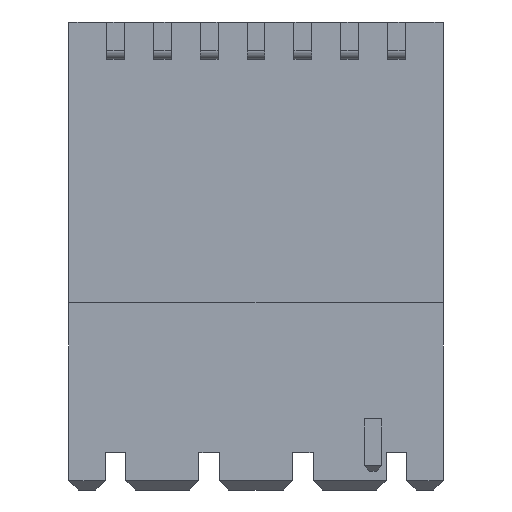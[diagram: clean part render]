
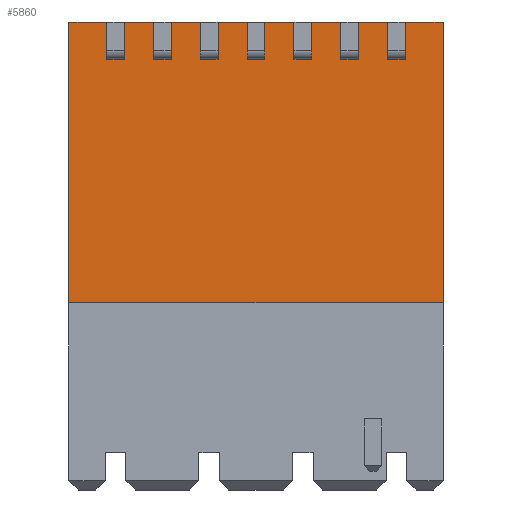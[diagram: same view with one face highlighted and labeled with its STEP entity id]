
A CAD part, front view. The second image highlights one B-rep face of the part: STEP entity #5860.
In plain terms, the highlighted planar face has unit normal (0, -1, 0).
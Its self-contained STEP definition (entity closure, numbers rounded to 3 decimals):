
#146=ORIENTED_EDGE('',*,*,#1857,.F.);
#147=ORIENTED_EDGE('',*,*,#1865,.F.);
#148=ORIENTED_EDGE('',*,*,#1868,.T.);
#149=ORIENTED_EDGE('',*,*,#1870,.F.);
#150=ORIENTED_EDGE('',*,*,#1871,.F.);
#151=ORIENTED_EDGE('',*,*,#1872,.F.);
#152=ORIENTED_EDGE('',*,*,#1873,.T.);
#153=ORIENTED_EDGE('',*,*,#1874,.F.);
#154=ORIENTED_EDGE('',*,*,#1875,.F.);
#155=ORIENTED_EDGE('',*,*,#1876,.F.);
#156=ORIENTED_EDGE('',*,*,#1877,.T.);
#157=ORIENTED_EDGE('',*,*,#1878,.F.);
#158=ORIENTED_EDGE('',*,*,#1879,.F.);
#159=ORIENTED_EDGE('',*,*,#1880,.F.);
#160=ORIENTED_EDGE('',*,*,#1881,.T.);
#161=ORIENTED_EDGE('',*,*,#1882,.F.);
#162=ORIENTED_EDGE('',*,*,#1883,.F.);
#163=ORIENTED_EDGE('',*,*,#1884,.F.);
#164=ORIENTED_EDGE('',*,*,#1885,.T.);
#165=ORIENTED_EDGE('',*,*,#1886,.F.);
#166=ORIENTED_EDGE('',*,*,#1887,.F.);
#167=ORIENTED_EDGE('',*,*,#1888,.T.);
#168=ORIENTED_EDGE('',*,*,#1889,.T.);
#169=ORIENTED_EDGE('',*,*,#1890,.F.);
#170=ORIENTED_EDGE('',*,*,#1891,.F.);
#171=ORIENTED_EDGE('',*,*,#1892,.F.);
#172=ORIENTED_EDGE('',*,*,#1893,.T.);
#173=ORIENTED_EDGE('',*,*,#1894,.F.);
#174=ORIENTED_EDGE('',*,*,#1895,.F.);
#175=ORIENTED_EDGE('',*,*,#1896,.F.);
#176=ORIENTED_EDGE('',*,*,#1897,.T.);
#177=ORIENTED_EDGE('',*,*,#1898,.F.);
#1857=EDGE_CURVE('',#2722,#2724,#3287,.T.);
#1865=EDGE_CURVE('',#2730,#2722,#3294,.T.);
#1868=EDGE_CURVE('',#2730,#2731,#3297,.T.);
#1870=EDGE_CURVE('',#2732,#2731,#3298,.T.);
#1871=EDGE_CURVE('',#2733,#2732,#3299,.T.);
#1872=EDGE_CURVE('',#2734,#2733,#3300,.T.);
#1873=EDGE_CURVE('',#2734,#2735,#3301,.T.);
#1874=EDGE_CURVE('',#2736,#2735,#3302,.T.);
#1875=EDGE_CURVE('',#2737,#2736,#3303,.T.);
#1876=EDGE_CURVE('',#2738,#2737,#3304,.T.);
#1877=EDGE_CURVE('',#2738,#2739,#3305,.T.);
#1878=EDGE_CURVE('',#2740,#2739,#3306,.T.);
#1879=EDGE_CURVE('',#2741,#2740,#3307,.T.);
#1880=EDGE_CURVE('',#2742,#2741,#3308,.T.);
#1881=EDGE_CURVE('',#2742,#2743,#3309,.T.);
#1882=EDGE_CURVE('',#2744,#2743,#3310,.T.);
#1883=EDGE_CURVE('',#2745,#2744,#3311,.T.);
#1884=EDGE_CURVE('',#2746,#2745,#3312,.T.);
#1885=EDGE_CURVE('',#2746,#2747,#3313,.T.);
#1886=EDGE_CURVE('',#2748,#2747,#3314,.T.);
#1887=EDGE_CURVE('',#2749,#2748,#3315,.T.);
#1888=EDGE_CURVE('',#2749,#2750,#3316,.T.);
#1889=EDGE_CURVE('',#2750,#2751,#3317,.T.);
#1890=EDGE_CURVE('',#2752,#2751,#3318,.T.);
#1891=EDGE_CURVE('',#2753,#2752,#3319,.T.);
#1892=EDGE_CURVE('',#2754,#2753,#3320,.T.);
#1893=EDGE_CURVE('',#2754,#2755,#3321,.T.);
#1894=EDGE_CURVE('',#2756,#2755,#3322,.T.);
#1895=EDGE_CURVE('',#2757,#2756,#3323,.T.);
#1896=EDGE_CURVE('',#2758,#2757,#3324,.T.);
#1897=EDGE_CURVE('',#2758,#2759,#3325,.T.);
#1898=EDGE_CURVE('',#2724,#2759,#3326,.T.);
#2722=VERTEX_POINT('',#8160);
#2724=VERTEX_POINT('',#8163);
#2730=VERTEX_POINT('',#8178);
#2731=VERTEX_POINT('',#8183);
#2732=VERTEX_POINT('',#8189);
#2733=VERTEX_POINT('',#8191);
#2734=VERTEX_POINT('',#8193);
#2735=VERTEX_POINT('',#8195);
#2736=VERTEX_POINT('',#8197);
#2737=VERTEX_POINT('',#8199);
#2738=VERTEX_POINT('',#8201);
#2739=VERTEX_POINT('',#8203);
#2740=VERTEX_POINT('',#8205);
#2741=VERTEX_POINT('',#8207);
#2742=VERTEX_POINT('',#8209);
#2743=VERTEX_POINT('',#8211);
#2744=VERTEX_POINT('',#8213);
#2745=VERTEX_POINT('',#8215);
#2746=VERTEX_POINT('',#8217);
#2747=VERTEX_POINT('',#8219);
#2748=VERTEX_POINT('',#8221);
#2749=VERTEX_POINT('',#8223);
#2750=VERTEX_POINT('',#8225);
#2751=VERTEX_POINT('',#8227);
#2752=VERTEX_POINT('',#8229);
#2753=VERTEX_POINT('',#8231);
#2754=VERTEX_POINT('',#8233);
#2755=VERTEX_POINT('',#8235);
#2756=VERTEX_POINT('',#8237);
#2757=VERTEX_POINT('',#8239);
#2758=VERTEX_POINT('',#8241);
#2759=VERTEX_POINT('',#8243);
#3287=LINE('',#8162,#4125);
#3294=LINE('',#8179,#4132);
#3297=LINE('',#8184,#4135);
#3298=LINE('',#8188,#4136);
#3299=LINE('',#8190,#4137);
#3300=LINE('',#8192,#4138);
#3301=LINE('',#8194,#4139);
#3302=LINE('',#8196,#4140);
#3303=LINE('',#8198,#4141);
#3304=LINE('',#8200,#4142);
#3305=LINE('',#8202,#4143);
#3306=LINE('',#8204,#4144);
#3307=LINE('',#8206,#4145);
#3308=LINE('',#8208,#4146);
#3309=LINE('',#8210,#4147);
#3310=LINE('',#8212,#4148);
#3311=LINE('',#8214,#4149);
#3312=LINE('',#8216,#4150);
#3313=LINE('',#8218,#4151);
#3314=LINE('',#8220,#4152);
#3315=LINE('',#8222,#4153);
#3316=LINE('',#8224,#4154);
#3317=LINE('',#8226,#4155);
#3318=LINE('',#8228,#4156);
#3319=LINE('',#8230,#4157);
#3320=LINE('',#8232,#4158);
#3321=LINE('',#8234,#4159);
#3322=LINE('',#8236,#4160);
#3323=LINE('',#8238,#4161);
#3324=LINE('',#8240,#4162);
#3325=LINE('',#8242,#4163);
#3326=LINE('',#8244,#4164);
#4125=VECTOR('',#6586,1000.);
#4132=VECTOR('',#6599,1000.);
#4135=VECTOR('',#6604,1000.);
#4136=VECTOR('',#6611,1000.);
#4137=VECTOR('',#6612,1000.);
#4138=VECTOR('',#6613,1000.);
#4139=VECTOR('',#6614,1000.);
#4140=VECTOR('',#6615,1000.);
#4141=VECTOR('',#6616,1000.);
#4142=VECTOR('',#6617,1000.);
#4143=VECTOR('',#6618,1000.);
#4144=VECTOR('',#6619,1000.);
#4145=VECTOR('',#6620,1000.);
#4146=VECTOR('',#6621,1000.);
#4147=VECTOR('',#6622,1000.);
#4148=VECTOR('',#6623,1000.);
#4149=VECTOR('',#6624,1000.);
#4150=VECTOR('',#6625,1000.);
#4151=VECTOR('',#6626,1000.);
#4152=VECTOR('',#6627,1000.);
#4153=VECTOR('',#6628,1000.);
#4154=VECTOR('',#6629,1000.);
#4155=VECTOR('',#6630,1000.);
#4156=VECTOR('',#6631,1000.);
#4157=VECTOR('',#6632,1000.);
#4158=VECTOR('',#6633,1000.);
#4159=VECTOR('',#6634,1000.);
#4160=VECTOR('',#6635,1000.);
#4161=VECTOR('',#6636,1000.);
#4162=VECTOR('',#6637,1000.);
#4163=VECTOR('',#6638,1000.);
#4164=VECTOR('',#6639,1000.);
#4914=EDGE_LOOP('',(#146,#147,#148,#149,#150,#151,#152,#153,#154,#155,#156,
#157,#158,#159,#160,#161,#162,#163,#164,#165,#166,#167,#168,#169,#170,#171,
#172,#173,#174,#175,#176,#177));
#5240=FACE_BOUND('',#4914,.T.);
#5562=PLANE('',#6188);
#5860=ADVANCED_FACE('',(#5240),#5562,.F.);
#6188=AXIS2_PLACEMENT_3D('',#8187,#6609,#6610);
#6586=DIRECTION('',(0.,0.,1.));
#6599=DIRECTION('',(1.,0.,0.));
#6604=DIRECTION('',(0.,0.,1.));
#6609=DIRECTION('',(0.,1.,0.));
#6610=DIRECTION('',(0.,0.,1.));
#6611=DIRECTION('',(1.,0.,0.));
#6612=DIRECTION('',(0.,0.,1.));
#6613=DIRECTION('',(1.,0.,0.));
#6614=DIRECTION('',(0.,0.,1.));
#6615=DIRECTION('',(1.,0.,0.));
#6616=DIRECTION('',(0.,0.,1.));
#6617=DIRECTION('',(1.,0.,0.));
#6618=DIRECTION('',(0.,0.,1.));
#6619=DIRECTION('',(1.,0.,0.));
#6620=DIRECTION('',(0.,0.,1.));
#6621=DIRECTION('',(1.,0.,0.));
#6622=DIRECTION('',(0.,0.,1.));
#6623=DIRECTION('',(1.,0.,0.));
#6624=DIRECTION('',(0.,0.,1.));
#6625=DIRECTION('',(1.,0.,0.));
#6626=DIRECTION('',(0.,0.,1.));
#6627=DIRECTION('',(1.,0.,0.));
#6628=DIRECTION('',(0.,0.,1.));
#6629=DIRECTION('',(1.,0.,0.));
#6630=DIRECTION('',(0.,0.,1.));
#6631=DIRECTION('',(1.,0.,0.));
#6632=DIRECTION('',(0.,0.,1.));
#6633=DIRECTION('',(1.,0.,0.));
#6634=DIRECTION('',(0.,0.,1.));
#6635=DIRECTION('',(1.,0.,0.));
#6636=DIRECTION('',(0.,0.,1.));
#6637=DIRECTION('',(1.,0.,0.));
#6638=DIRECTION('',(0.,0.,1.));
#6639=DIRECTION('',(1.,0.,0.));
#8160=CARTESIAN_POINT('',(2.975,-4.625,10.5));
#8162=CARTESIAN_POINT('',(2.975,-4.625,10.5));
#8163=CARTESIAN_POINT('',(2.975,-4.625,12.5));
#8178=CARTESIAN_POINT('',(2.025,-4.625,10.5));
#8179=CARTESIAN_POINT('',(-10.,-4.625,10.5));
#8183=CARTESIAN_POINT('',(2.025,-4.625,12.5));
#8184=CARTESIAN_POINT('',(2.025,-4.625,10.5));
#8187=CARTESIAN_POINT('',(-10.,-4.625,12.5));
#8188=CARTESIAN_POINT('',(-10.,-4.625,12.5));
#8189=CARTESIAN_POINT('',(0.475,-4.625,12.5));
#8190=CARTESIAN_POINT('',(0.475,-4.625,10.5));
#8191=CARTESIAN_POINT('',(0.475,-4.625,10.5));
#8192=CARTESIAN_POINT('',(-10.,-4.625,10.5));
#8193=CARTESIAN_POINT('',(-0.475,-4.625,10.5));
#8194=CARTESIAN_POINT('',(-0.475,-4.625,10.5));
#8195=CARTESIAN_POINT('',(-0.475,-4.625,12.5));
#8196=CARTESIAN_POINT('',(-10.,-4.625,12.5));
#8197=CARTESIAN_POINT('',(-2.025,-4.625,12.5));
#8198=CARTESIAN_POINT('',(-2.025,-4.625,10.5));
#8199=CARTESIAN_POINT('',(-2.025,-4.625,10.5));
#8200=CARTESIAN_POINT('',(-10.,-4.625,10.5));
#8201=CARTESIAN_POINT('',(-2.975,-4.625,10.5));
#8202=CARTESIAN_POINT('',(-2.975,-4.625,10.5));
#8203=CARTESIAN_POINT('',(-2.975,-4.625,12.5));
#8204=CARTESIAN_POINT('',(-10.,-4.625,12.5));
#8205=CARTESIAN_POINT('',(-4.525,-4.625,12.5));
#8206=CARTESIAN_POINT('',(-4.525,-4.625,10.5));
#8207=CARTESIAN_POINT('',(-4.525,-4.625,10.5));
#8208=CARTESIAN_POINT('',(-10.,-4.625,10.5));
#8209=CARTESIAN_POINT('',(-5.475,-4.625,10.5));
#8210=CARTESIAN_POINT('',(-5.475,-4.625,10.5));
#8211=CARTESIAN_POINT('',(-5.475,-4.625,12.5));
#8212=CARTESIAN_POINT('',(-10.,-4.625,12.5));
#8213=CARTESIAN_POINT('',(-7.025,-4.625,12.5));
#8214=CARTESIAN_POINT('',(-7.025,-4.625,10.5));
#8215=CARTESIAN_POINT('',(-7.025,-4.625,10.5));
#8216=CARTESIAN_POINT('',(-10.,-4.625,10.5));
#8217=CARTESIAN_POINT('',(-7.975,-4.625,10.5));
#8218=CARTESIAN_POINT('',(-7.975,-4.625,10.5));
#8219=CARTESIAN_POINT('',(-7.975,-4.625,12.5));
#8220=CARTESIAN_POINT('',(-10.,-4.625,12.5));
#8221=CARTESIAN_POINT('',(-10.,-4.625,12.5));
#8222=CARTESIAN_POINT('',(-10.,-4.625,12.5));
#8223=CARTESIAN_POINT('',(-10.,-4.625,-2.5));
#8224=CARTESIAN_POINT('',(-10.,-4.625,-2.5));
#8225=CARTESIAN_POINT('',(10.,-4.625,-2.5));
#8226=CARTESIAN_POINT('',(10.,-4.625,12.5));
#8227=CARTESIAN_POINT('',(10.,-4.625,12.5));
#8228=CARTESIAN_POINT('',(-10.,-4.625,12.5));
#8229=CARTESIAN_POINT('',(7.975,-4.625,12.5));
#8230=CARTESIAN_POINT('',(7.975,-4.625,10.5));
#8231=CARTESIAN_POINT('',(7.975,-4.625,10.5));
#8232=CARTESIAN_POINT('',(-10.,-4.625,10.5));
#8233=CARTESIAN_POINT('',(7.025,-4.625,10.5));
#8234=CARTESIAN_POINT('',(7.025,-4.625,10.5));
#8235=CARTESIAN_POINT('',(7.025,-4.625,12.5));
#8236=CARTESIAN_POINT('',(-10.,-4.625,12.5));
#8237=CARTESIAN_POINT('',(5.475,-4.625,12.5));
#8238=CARTESIAN_POINT('',(5.475,-4.625,10.5));
#8239=CARTESIAN_POINT('',(5.475,-4.625,10.5));
#8240=CARTESIAN_POINT('',(-10.,-4.625,10.5));
#8241=CARTESIAN_POINT('',(4.525,-4.625,10.5));
#8242=CARTESIAN_POINT('',(4.525,-4.625,10.5));
#8243=CARTESIAN_POINT('',(4.525,-4.625,12.5));
#8244=CARTESIAN_POINT('',(-10.,-4.625,12.5));
